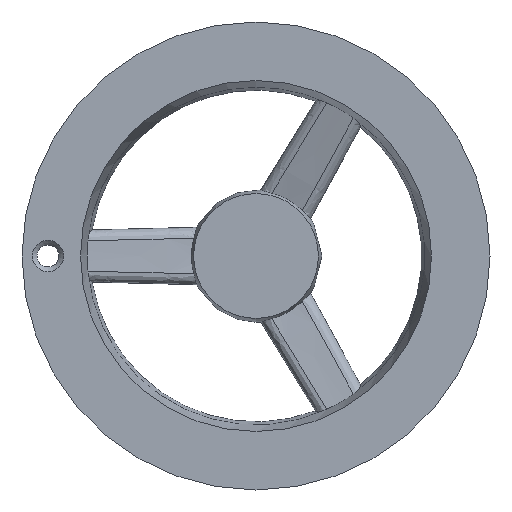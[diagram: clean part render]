
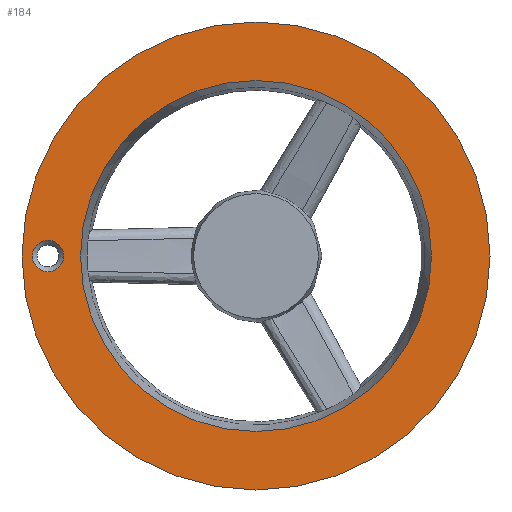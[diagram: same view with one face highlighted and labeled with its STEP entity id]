
A CAD part, left-side view. The second image highlights one B-rep face of the part: STEP entity #184.
In plain terms, the highlighted planar face has unit normal (-1, 0, 0).
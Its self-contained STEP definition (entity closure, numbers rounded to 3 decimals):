
#128=PLANE('',#826);
#146=FACE_OUTER_BOUND('',#254,.T.);
#184=ADVANCED_FACE('',(#224,#146,#225),#128,.T.);
#224=FACE_BOUND('',#253,.T.);
#225=FACE_BOUND('',#255,.T.);
#253=EDGE_LOOP('',(#426));
#254=EDGE_LOOP('',(#427));
#255=EDGE_LOOP('',(#428));
#426=ORIENTED_EDGE('',*,*,#700,.F.);
#427=ORIENTED_EDGE('',*,*,#701,.T.);
#428=ORIENTED_EDGE('',*,*,#696,.F.);
#617=VERTEX_POINT('',#1223);
#618=VERTEX_POINT('',#1229);
#619=VERTEX_POINT('',#1231);
#696=EDGE_CURVE('',#617,#617,#777,.T.);
#700=EDGE_CURVE('',#618,#618,#781,.T.);
#701=EDGE_CURVE('',#619,#619,#782,.T.);
#777=CIRCLE('',#819,67.5);
#781=CIRCLE('',#824,6.);
#782=CIRCLE('',#825,90.);
#819=AXIS2_PLACEMENT_3D('',#1222,#907,#908);
#824=AXIS2_PLACEMENT_3D('',#1228,#917,#918);
#825=AXIS2_PLACEMENT_3D('',#1230,#919,#920);
#826=AXIS2_PLACEMENT_3D('',#1232,#921,#922);
#907=DIRECTION('',(-1.,0.,0.));
#908=DIRECTION('',(0.,0.,1.));
#917=DIRECTION('',(-1.,0.,0.));
#918=DIRECTION('',(0.,0.,1.));
#919=DIRECTION('',(-1.,0.,0.));
#920=DIRECTION('',(0.,0.,1.));
#921=DIRECTION('',(-1.,0.,0.));
#922=DIRECTION('',(0.,0.,1.));
#1222=CARTESIAN_POINT('',(284.5,150.5,0.));
#1223=CARTESIAN_POINT('',(284.5,150.5,67.5));
#1228=CARTESIAN_POINT('',(284.5,230.5,0.));
#1229=CARTESIAN_POINT('',(284.5,230.5,6.));
#1230=CARTESIAN_POINT('',(284.5,150.5,0.));
#1231=CARTESIAN_POINT('',(284.5,150.5,90.));
#1232=CARTESIAN_POINT('',(284.5,83.,0.));
